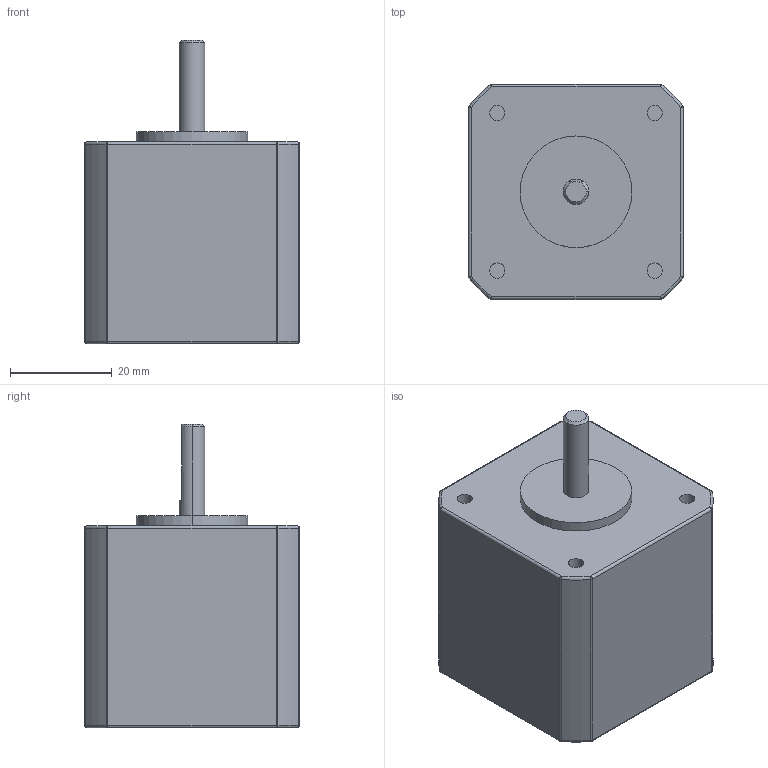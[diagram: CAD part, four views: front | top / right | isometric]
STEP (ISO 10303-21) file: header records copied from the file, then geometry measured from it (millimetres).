
FILE_DESCRIPTION (( 'STEP AP214' ), '1' );
FILE_NAME ('AM17HD2438-02N.STEP', '2014-02-27T11:25:20', ( 'jrww' ), ( 'jrww' ), 'SwSTEP 2.0', 'SolidWorks 2011', '' );
FILE_SCHEMA (( 'AUTOMOTIVE_DESIGN' ));
Length unit declared in the file: millimetre
Products named in the file (1): AM17HD2438-02N
Bounding box: 42.3 x 42.3 x 59.8 mm (x, y, z)
Volume: 70749.5 mm3; surface area: 10366.4 mm2
Topology: 1 solids, 1 shells, 73 faces, 152 edges, 79 vertices
Faces by surface type: cylinder 32, sphere 16, plane 14, torus 8, cone 3
Entity records: 1907 total; most frequent: DIRECTION 383, CARTESIAN_POINT 311, ORIENTED_EDGE 288, AXIS2_PLACEMENT_3D 167, EDGE_CURVE 144, CIRCLE 93, EDGE_LOOP 79, VERTEX_POINT 79
